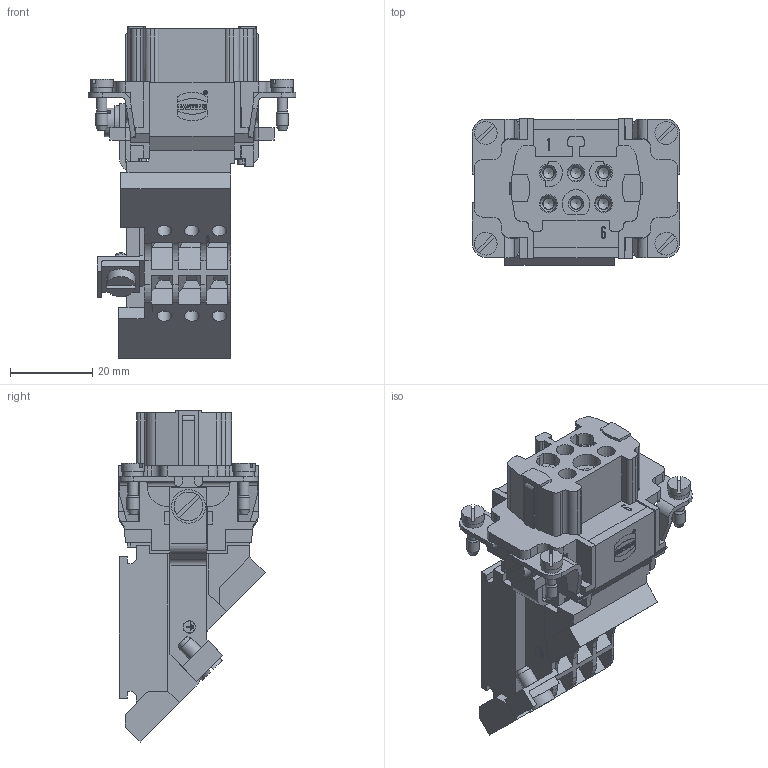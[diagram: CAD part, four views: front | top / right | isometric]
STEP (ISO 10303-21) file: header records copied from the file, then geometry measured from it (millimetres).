
FILE_DESCRIPTION(/* description */ (''),/* implementation_level */ '2;1');
FILE_NAME(/* name */ '100095346ugm000_b.stp',/* time_stamp */ '2019-08-20T07:56:51+02:00',/* author */ (''),/* organization */ (''),/* preprocessor_version */ 'ST-DEVELOPER v16.7',/* originating_system */ 'SIEMENS PLM Software NX 12.0',/* authorisation */ '');
FILE_SCHEMA (('AUTOMOTIVE_DESIGN { 1 0 10303 214 3 1 1 1 }'));
Length unit declared in the file: millimetre
Products named in the file (1): 100095346ugm000_b
Bounding box: 50.6 x 35.73 x 80.94 mm (x, y, z)
Volume: 50596.5 mm3; surface area: 17283.4 mm2
Topology: 1 solids, 1 shells, 864 faces, 2514 edges, 1881 vertices
Faces by surface type: plane 639, cylinder 161, cone 30, extrusion 28, bspline 6
Full cylindrical faces by diameter (mm): 0.797 x1, 0.942 x1, 2.3 x2, 2.45 x2, 2.5 x4, 2.8 x6, 2.925 x1, 3 x5, 3.05 x6, 3.242 x1, 3.55 x6, 4 x1, 4.5 x6, 5 x4, 5.5 x4, 7 x2, 8.2 x1
Entity records: 31910 total; most frequent: CARTESIAN_POINT 6002, ORIENTED_EDGE 4438, DIRECTION 4328, EDGE_CURVE 2219, VECTOR 1850, LINE 1822, VERTEX_POINT 1510, AXIS2_PLACEMENT_3D 1239
